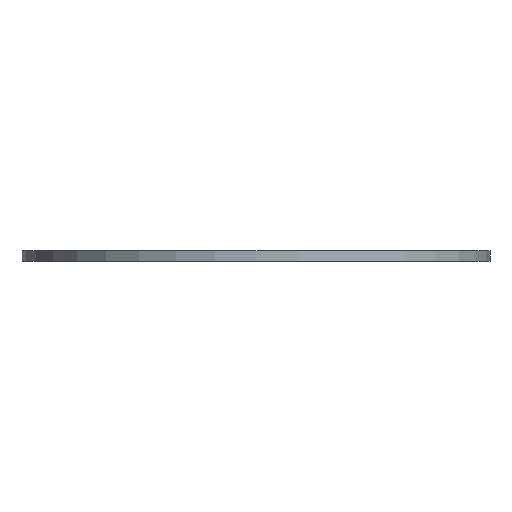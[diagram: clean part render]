
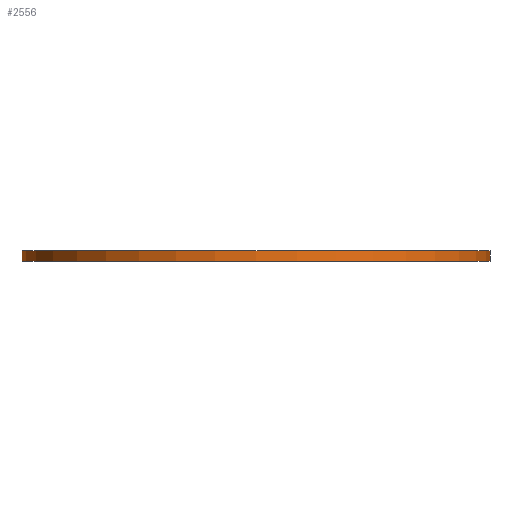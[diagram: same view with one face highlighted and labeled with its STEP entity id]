
A CAD part, front view. The second image highlights one B-rep face of the part: STEP entity #2556.
In plain terms, the highlighted cylindrical face has radius 218.71 mm (diameter 437.421 mm), a partial arc.
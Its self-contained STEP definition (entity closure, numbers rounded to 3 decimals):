
#137=CARTESIAN_POINT('Vertex',(221.339,1.037,15.)) ;
#139=CARTESIAN_POINT('Vertex',(-216.082,1.037,15.)) ;
#142=CARTESIAN_POINT('Axis2P3D Location',(2.628,1.037,15.)) ;
#2514=CARTESIAN_POINT('Axis2P3D Location',(2.628,1.037,10.)) ;
#2519=CARTESIAN_POINT('Line Origine',(221.339,1.037,17.5)) ;
#2523=CARTESIAN_POINT('Vertex',(221.339,1.037,5.)) ;
#2530=CARTESIAN_POINT('Vertex',(-216.082,1.037,5.)) ;
#2533=CARTESIAN_POINT('Line Origine',(-216.082,1.037,17.5)) ;
#2545=CARTESIAN_POINT('Axis2P3D Location',(2.628,1.037,5.)) ;
#143=DIRECTION('Axis2P3D Direction',(0.,0.,1.)) ;
#2515=DIRECTION('Axis2P3D Direction',(0.,0.,1.)) ;
#2516=DIRECTION('Axis2P3D XDirection',(1.,0.,0.)) ;
#2520=DIRECTION('Vector Direction',(0.,0.,1.)) ;
#2534=DIRECTION('Vector Direction',(0.,0.,1.)) ;
#2546=DIRECTION('Axis2P3D Direction',(0.,0.,1.)) ;
#144=AXIS2_PLACEMENT_3D('Circle Axis2P3D',#142,#143,$) ;
#2517=AXIS2_PLACEMENT_3D('Cylinder Axis2P3D',#2514,#2515,#2516) ;
#2547=AXIS2_PLACEMENT_3D('Circle Axis2P3D',#2545,#2546,$) ;
#2551=ORIENTED_EDGE('',*,*,#2537,.F.) ;
#2552=ORIENTED_EDGE('',*,*,#2549,.T.) ;
#2553=ORIENTED_EDGE('',*,*,#2525,.T.) ;
#2554=ORIENTED_EDGE('',*,*,#146,.F.) ;
#2521=VECTOR('Line Direction',#2520,1.) ;
#2535=VECTOR('Line Direction',#2534,1.) ;
#2556=ADVANCED_FACE('PartBody',(#2555),#2518,.T.) ;
#145=CIRCLE('generated circle',#144,218.71) ;
#2548=CIRCLE('generated circle',#2547,218.71) ;
#2518=CYLINDRICAL_SURFACE('generated cylinder',#2517,218.71) ;
#146=EDGE_CURVE('',#140,#138,#145,.T.) ;
#2525=EDGE_CURVE('',#2524,#138,#2522,.T.) ;
#2537=EDGE_CURVE('',#2531,#140,#2536,.T.) ;
#2549=EDGE_CURVE('',#2531,#2524,#2548,.T.) ;
#2550=EDGE_LOOP('',(#2551,#2552,#2553,#2554)) ;
#2555=FACE_OUTER_BOUND('',#2550,.T.) ;
#2522=LINE('Line',#2519,#2521) ;
#2536=LINE('Line',#2533,#2535) ;
#138=VERTEX_POINT('',#137) ;
#140=VERTEX_POINT('',#139) ;
#2524=VERTEX_POINT('',#2523) ;
#2531=VERTEX_POINT('',#2530) ;
